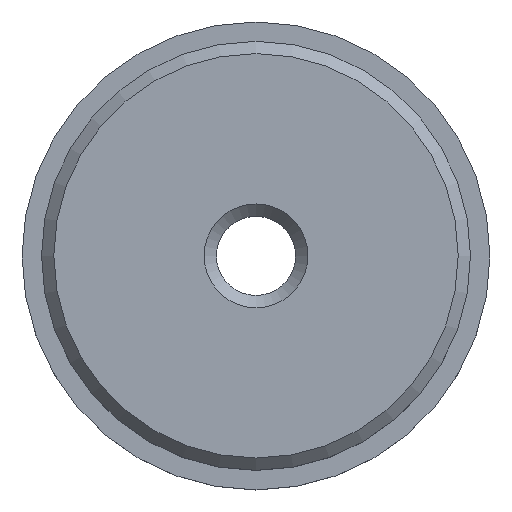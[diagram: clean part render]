
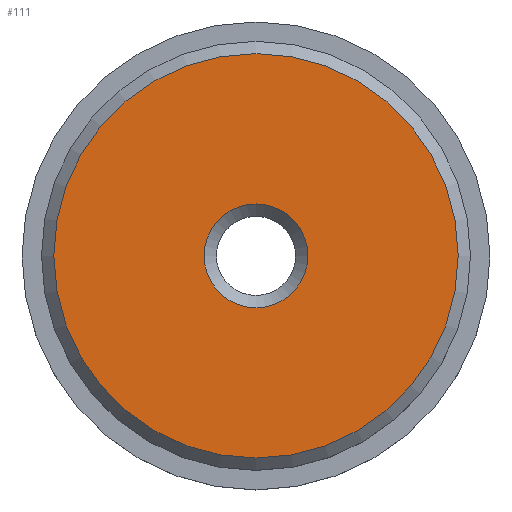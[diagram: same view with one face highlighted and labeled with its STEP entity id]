
A CAD part, top view. The second image highlights one B-rep face of the part: STEP entity #111.
In plain terms, the highlighted planar face has unit normal (0, 0, 1).
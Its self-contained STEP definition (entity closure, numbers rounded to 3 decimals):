
#18=FACE_BOUND('',#34,.T.);
#21=PLANE('',#135);
#25=FACE_OUTER_BOUND('',#33,.T.);
#33=EDGE_LOOP('',(#86));
#34=EDGE_LOOP('',(#87));
#53=CIRCLE('',#133,32.925);
#55=CIRCLE('',#136,8.45);
#61=VERTEX_POINT('',#189);
#63=VERTEX_POINT('',#195);
#69=EDGE_CURVE('',#61,#61,#53,.T.);
#72=EDGE_CURVE('',#63,#63,#55,.T.);
#86=ORIENTED_EDGE('',*,*,#69,.F.);
#87=ORIENTED_EDGE('',*,*,#72,.F.);
#111=ADVANCED_FACE('',(#25,#18),#21,.T.);
#133=AXIS2_PLACEMENT_3D('',#190,#152,#153);
#135=AXIS2_PLACEMENT_3D('',#194,#157,#158);
#136=AXIS2_PLACEMENT_3D('',#196,#159,#160);
#152=DIRECTION('center_axis',(0.,0.,-1.));
#153=DIRECTION('ref_axis',(-1.,0.,0.));
#157=DIRECTION('center_axis',(0.,0.,1.));
#158=DIRECTION('ref_axis',(-1.,0.,0.));
#159=DIRECTION('center_axis',(0.,0.,1.));
#160=DIRECTION('ref_axis',(-1.,0.,0.));
#189=CARTESIAN_POINT('',(32.925,0.,20.));
#190=CARTESIAN_POINT('Origin',(0.,0.,20.));
#194=CARTESIAN_POINT('Origin',(0.,0.,20.));
#195=CARTESIAN_POINT('',(8.45,0.,20.));
#196=CARTESIAN_POINT('Origin',(0.,0.,20.));
